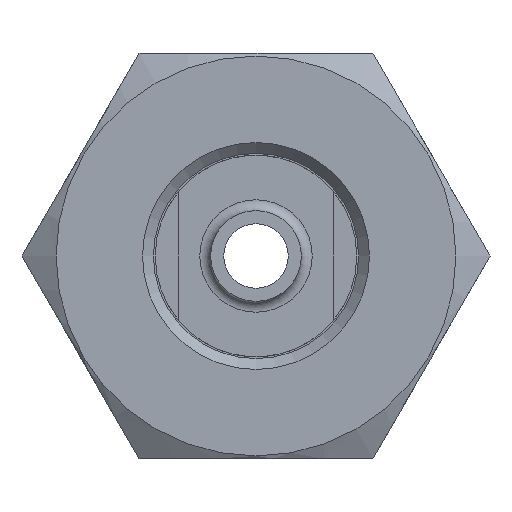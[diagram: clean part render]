
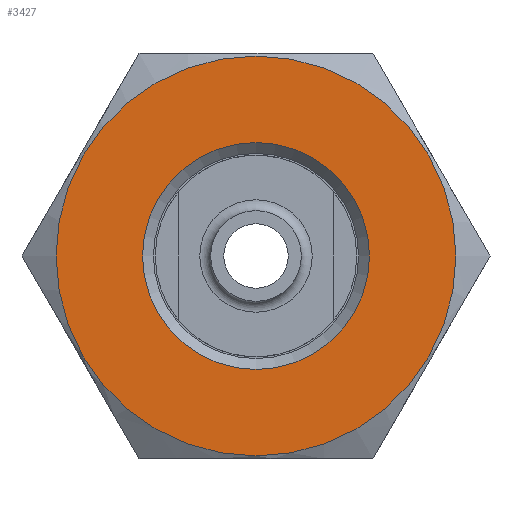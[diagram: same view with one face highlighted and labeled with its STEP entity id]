
A CAD part, left-side view. The second image highlights one B-rep face of the part: STEP entity #3427.
In plain terms, the highlighted planar face has unit normal (-1, 0, 0).
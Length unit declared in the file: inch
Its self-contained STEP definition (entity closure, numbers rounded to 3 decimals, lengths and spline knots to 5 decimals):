
#46 = VERTEX_POINT ( 'NONE', #4350 ) ;
#139 = DIRECTION ( 'NONE',  ( 0., 1., 0. ) ) ;
#628 = DIRECTION ( 'NONE',  ( 0., 1., 0. ) ) ;
#1172 = ORIENTED_EDGE ( 'NONE', *, *, #6687, .F. ) ;
#1284 = CIRCLE ( 'NONE', #8498, 0.315 ) ;
#1295 = FACE_BOUND ( 'NONE', #4249, .T. ) ;
#1501 = CARTESIAN_POINT ( 'NONE',  ( -5.56118, 0.1293, 2.54791 ) ) ;
#2030 = FACE_OUTER_BOUND ( 'NONE', #8855, .T. ) ;
#3294 = CIRCLE ( 'NONE', #6711, 0.555 ) ;
#3427 = ADVANCED_FACE ( 'NONE', ( #1295, #2030 ), #3747, .T. ) ;
#3713 = DIRECTION ( 'NONE',  ( 0., -1., 0. ) ) ;
#3747 = PLANE ( 'NONE',  #4496 ) ;
#3903 = ORIENTED_EDGE ( 'NONE', *, *, #4801, .T. ) ;
#4131 = CARTESIAN_POINT ( 'NONE',  ( -5.56118, 0.1293, 2.54791 ) ) ;
#4249 = EDGE_LOOP ( 'NONE', ( #3903 ) ) ;
#4350 = CARTESIAN_POINT ( 'NONE',  ( -5.56118, 0.6843, 2.54791 ) ) ;
#4496 = AXIS2_PLACEMENT_3D ( 'NONE', #6508, #5765, #3713 ) ;
#4801 = EDGE_CURVE ( 'NONE', #6439, #6439, #1284, .T. ) ;
#5731 = CARTESIAN_POINT ( 'NONE',  ( -5.56118, 0.4443, 2.54791 ) ) ;
#5765 = DIRECTION ( 'NONE',  ( -1., 0., 0. ) ) ;
#6439 = VERTEX_POINT ( 'NONE', #5731 ) ;
#6508 = CARTESIAN_POINT ( 'NONE',  ( -5.56118, 0.4443, 2.54791 ) ) ;
#6687 = EDGE_CURVE ( 'NONE', #46, #46, #3294, .T. ) ;
#6711 = AXIS2_PLACEMENT_3D ( 'NONE', #4131, #6850, #628 ) ;
#6850 = DIRECTION ( 'NONE',  ( 1., 0., 0. ) ) ;
#8485 = DIRECTION ( 'NONE',  ( 1., 0., 0. ) ) ;
#8498 = AXIS2_PLACEMENT_3D ( 'NONE', #1501, #8485, #139 ) ;
#8855 = EDGE_LOOP ( 'NONE', ( #1172 ) ) ;
